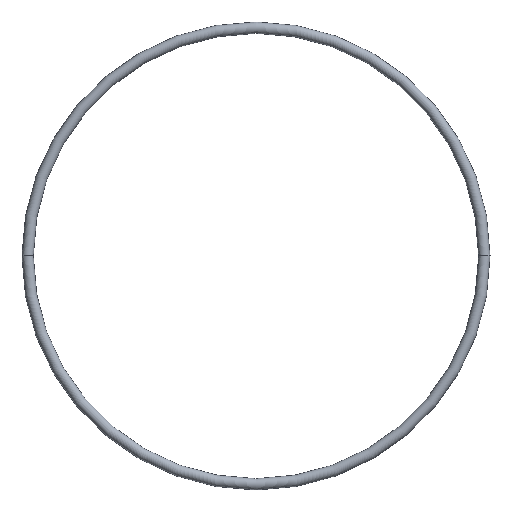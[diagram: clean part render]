
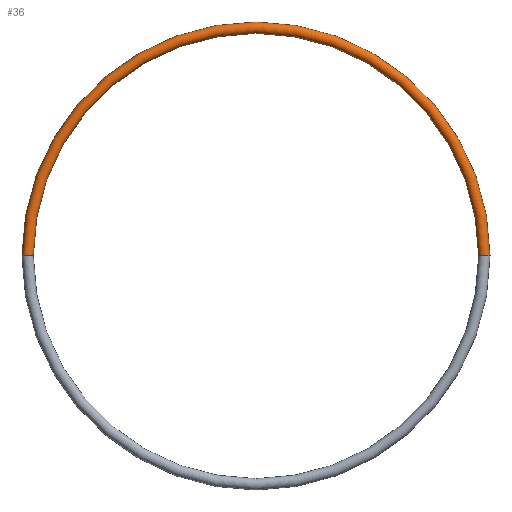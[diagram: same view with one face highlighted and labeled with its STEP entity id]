
A CAD part, top view. The second image highlights one B-rep face of the part: STEP entity #36.
In plain terms, the highlighted toroidal (fillet/blend) face has major radius 107.165 mm and minor radius 2.665 mm.
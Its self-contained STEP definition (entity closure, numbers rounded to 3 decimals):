
#17 = DIRECTION ( 'NONE',  ( 0., 1., 0. ) ) ;
#23 = EDGE_LOOP ( 'NONE', ( #130, #43, #151, #109 ) ) ;
#26 = DIRECTION ( 'NONE',  ( -1., 0., 0. ) ) ;
#36 = ADVANCED_FACE ( 'NONE', ( #118 ), #104, .T. ) ;
#39 = CARTESIAN_POINT ( 'NONE',  ( 109.83, 0., 0. ) ) ;
#40 = CIRCLE ( 'NONE', #44, 109.83 ) ;
#43 = ORIENTED_EDGE ( 'NONE', *, *, #79, .F. ) ;
#44 = AXIS2_PLACEMENT_3D ( 'NONE', #75, #157, #93 ) ;
#46 = CARTESIAN_POINT ( 'NONE',  ( -109.83, 0., 0. ) ) ;
#48 = AXIS2_PLACEMENT_3D ( 'NONE', #53, #17, #26 ) ;
#49 = DIRECTION ( 'NONE',  ( 0., 0., -1. ) ) ;
#53 = CARTESIAN_POINT ( 'NONE',  ( 107.165, 0., 0. ) ) ;
#55 = CARTESIAN_POINT ( 'NONE',  ( -104.5, 0., 0. ) ) ;
#57 = EDGE_CURVE ( 'NONE', #66, #91, #101, .T. ) ;
#66 = VERTEX_POINT ( 'NONE', #55 ) ;
#71 = AXIS2_PLACEMENT_3D ( 'NONE', #78, #143, #49 ) ;
#75 = CARTESIAN_POINT ( 'NONE',  ( 0., 0., 0. ) ) ;
#76 = CIRCLE ( 'NONE', #71, 2.665 ) ;
#78 = CARTESIAN_POINT ( 'NONE',  ( -107.165, 0., 0. ) ) ;
#79 = EDGE_CURVE ( 'NONE', #66, #102, #76, .T. ) ;
#81 = CIRCLE ( 'NONE', #48, 2.665 ) ;
#83 = AXIS2_PLACEMENT_3D ( 'NONE', #145, #126, #111 ) ;
#90 = AXIS2_PLACEMENT_3D ( 'NONE', #137, #134, #97 ) ;
#91 = VERTEX_POINT ( 'NONE', #98 ) ;
#93 = DIRECTION ( 'NONE',  ( -1., 0., 0. ) ) ;
#97 = DIRECTION ( 'NONE',  ( -1., 0., 0. ) ) ;
#98 = CARTESIAN_POINT ( 'NONE',  ( 104.5, 0., 0. ) ) ;
#101 = CIRCLE ( 'NONE', #90, 104.5 ) ;
#102 = VERTEX_POINT ( 'NONE', #46 ) ;
#104 = TOROIDAL_SURFACE ( 'NONE', #83, 107.165, 2.665 ) ;
#109 = ORIENTED_EDGE ( 'NONE', *, *, #119, .T. ) ;
#111 = DIRECTION ( 'NONE',  ( -1., 0., 0. ) ) ;
#114 = VERTEX_POINT ( 'NONE', #39 ) ;
#118 = FACE_OUTER_BOUND ( 'NONE', #23, .T. ) ;
#119 = EDGE_CURVE ( 'NONE', #91, #114, #81, .T. ) ;
#126 = DIRECTION ( 'NONE',  ( 0., 0., -1. ) ) ;
#127 = EDGE_CURVE ( 'NONE', #102, #114, #40, .T. ) ;
#130 = ORIENTED_EDGE ( 'NONE', *, *, #127, .F. ) ;
#134 = DIRECTION ( 'NONE',  ( 0., 0., -1. ) ) ;
#137 = CARTESIAN_POINT ( 'NONE',  ( 0., 0., 0. ) ) ;
#143 = DIRECTION ( 'NONE',  ( 0., -1., 0. ) ) ;
#145 = CARTESIAN_POINT ( 'NONE',  ( 0., 0., 0. ) ) ;
#151 = ORIENTED_EDGE ( 'NONE', *, *, #57, .T. ) ;
#157 = DIRECTION ( 'NONE',  ( 0., 0., -1. ) ) ;
